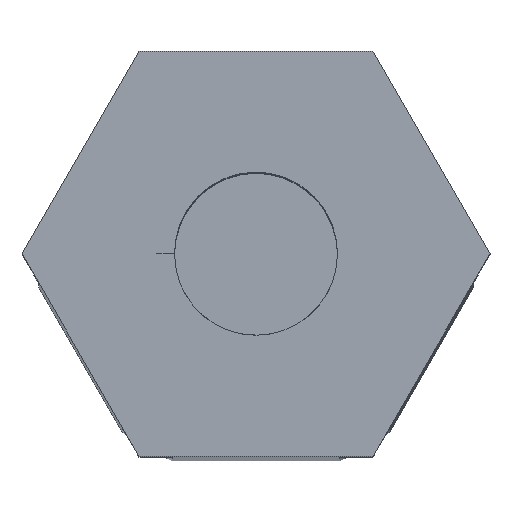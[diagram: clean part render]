
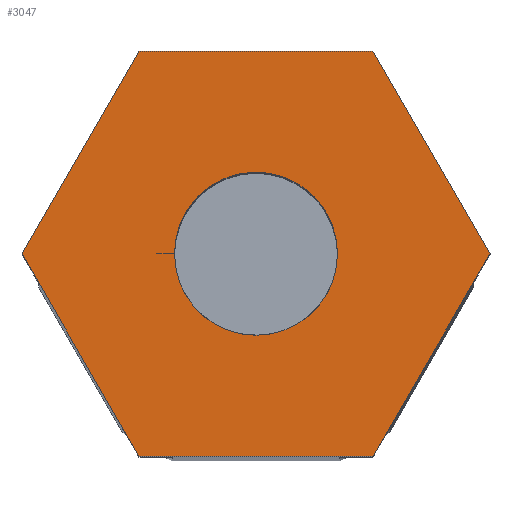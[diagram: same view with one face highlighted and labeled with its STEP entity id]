
A CAD part, top view. The second image highlights one B-rep face of the part: STEP entity #3047.
In plain terms, the highlighted planar face has unit normal (0, 0, 1).
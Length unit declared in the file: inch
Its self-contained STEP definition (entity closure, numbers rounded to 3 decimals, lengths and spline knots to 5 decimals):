
#43 = VECTOR ( 'NONE', #7533, 39.37008 ) ;
#220 = CARTESIAN_POINT ( 'NONE',  ( 0.14434, 0.25, 1.58688 ) ) ;
#335 = CARTESIAN_POINT ( 'NONE',  ( -0.14434, -0.25, 1.58688 ) ) ;
#417 = LINE ( 'NONE', #5143, #43 ) ;
#565 = VERTEX_POINT ( 'NONE', #1809 ) ;
#628 = CARTESIAN_POINT ( 'NONE',  ( 0., 0., 1.58688 ) ) ;
#637 = ORIENTED_EDGE ( 'NONE', *, *, #4885, .T. ) ;
#720 = LINE ( 'NONE', #7266, #5114 ) ;
#754 = FACE_OUTER_BOUND ( 'NONE', #6158, .T. ) ;
#821 = DIRECTION ( 'NONE',  ( 0.5, 0.866, 0. ) ) ;
#891 = CARTESIAN_POINT ( 'NONE',  ( 0.14434, -0.25, 1.58688 ) ) ;
#1062 = EDGE_CURVE ( 'NONE', #565, #4707, #6716, .T. ) ;
#1154 = CARTESIAN_POINT ( 'NONE',  ( -0.28868, 0., 1.58688 ) ) ;
#1267 = AXIS2_PLACEMENT_3D ( 'NONE', #7317, #3778, #6825 ) ;
#1353 = DIRECTION ( 'NONE',  ( -0.5, 0.866, 0. ) ) ;
#1400 = VECTOR ( 'NONE', #821, 39.37008 ) ;
#1486 = ORIENTED_EDGE ( 'NONE', *, *, #1062, .T. ) ;
#1523 = AXIS2_PLACEMENT_3D ( 'NONE', #628, #1900, #5914 ) ;
#1728 = VECTOR ( 'NONE', #1353, 39.37008 ) ;
#1809 = CARTESIAN_POINT ( 'NONE',  ( 0.28868, 0., 1.58688 ) ) ;
#1873 = VERTEX_POINT ( 'NONE', #3787 ) ;
#1900 = DIRECTION ( 'NONE',  ( 0., 0., 1. ) ) ;
#1953 = DIRECTION ( 'NONE',  ( 0., 0., 1. ) ) ;
#2127 = ORIENTED_EDGE ( 'NONE', *, *, #7134, .T. ) ;
#2234 = CARTESIAN_POINT ( 'NONE',  ( 0.1005, 0., 1.58688 ) ) ;
#2286 = LINE ( 'NONE', #5891, #6995 ) ;
#2403 = DIRECTION ( 'NONE',  ( 0.5, -0.866, 0. ) ) ;
#2507 = EDGE_LOOP ( 'NONE', ( #5014, #4315 ) ) ;
#2948 = EDGE_CURVE ( 'NONE', #4707, #5298, #2286, .T. ) ;
#2960 = CARTESIAN_POINT ( 'NONE',  ( 0.28868, 0., 1.58688 ) ) ;
#3047 = ADVANCED_FACE ( 'NONE', ( #6098, #754 ), #5413, .T. ) ;
#3101 = CARTESIAN_POINT ( 'NONE',  ( 0., 0., 1.58688 ) ) ;
#3595 = VERTEX_POINT ( 'NONE', #891 ) ;
#3778 = DIRECTION ( 'NONE',  ( 0., 0., 1. ) ) ;
#3787 = CARTESIAN_POINT ( 'NONE',  ( -0.1005, 0., 1.58688 ) ) ;
#3943 = EDGE_CURVE ( 'NONE', #5761, #3595, #720, .T. ) ;
#4206 = CARTESIAN_POINT ( 'NONE',  ( -0.28868, 0., 1.58688 ) ) ;
#4313 = DIRECTION ( 'NONE',  ( 1., 0., 0. ) ) ;
#4315 = ORIENTED_EDGE ( 'NONE', *, *, #5542, .F. ) ;
#4420 = ORIENTED_EDGE ( 'NONE', *, *, #2948, .T. ) ;
#4707 = VERTEX_POINT ( 'NONE', #220 ) ;
#4885 = EDGE_CURVE ( 'NONE', #5298, #5964, #417, .T. ) ;
#4917 = LINE ( 'NONE', #4206, #5990 ) ;
#5014 = ORIENTED_EDGE ( 'NONE', *, *, #6246, .F. ) ;
#5093 = CARTESIAN_POINT ( 'NONE',  ( -0.14434, 0.25, 1.58688 ) ) ;
#5114 = VECTOR ( 'NONE', #7185, 39.37008 ) ;
#5143 = CARTESIAN_POINT ( 'NONE',  ( -0.14434, 0.25, 1.58688 ) ) ;
#5294 = VERTEX_POINT ( 'NONE', #2234 ) ;
#5298 = VERTEX_POINT ( 'NONE', #5093 ) ;
#5413 = PLANE ( 'NONE',  #6759 ) ;
#5542 = EDGE_CURVE ( 'NONE', #5294, #1873, #6006, .T. ) ;
#5761 = VERTEX_POINT ( 'NONE', #335 ) ;
#5819 = EDGE_CURVE ( 'NONE', #3595, #565, #6127, .T. ) ;
#5868 = CIRCLE ( 'NONE', #1267, 0.1005 ) ;
#5891 = CARTESIAN_POINT ( 'NONE',  ( 0.14434, 0.25, 1.58688 ) ) ;
#5914 = DIRECTION ( 'NONE',  ( 1., 0., 0. ) ) ;
#5964 = VERTEX_POINT ( 'NONE', #1154 ) ;
#5990 = VECTOR ( 'NONE', #2403, 39.37008 ) ;
#6006 = CIRCLE ( 'NONE', #1523, 0.1005 ) ;
#6098 = FACE_BOUND ( 'NONE', #2507, .T. ) ;
#6127 = LINE ( 'NONE', #7371, #1400 ) ;
#6158 = EDGE_LOOP ( 'NONE', ( #6951, #6783, #1486, #4420, #637, #2127 ) ) ;
#6246 = EDGE_CURVE ( 'NONE', #1873, #5294, #5868, .T. ) ;
#6716 = LINE ( 'NONE', #2960, #1728 ) ;
#6759 = AXIS2_PLACEMENT_3D ( 'NONE', #3101, #1953, #4313 ) ;
#6783 = ORIENTED_EDGE ( 'NONE', *, *, #5819, .T. ) ;
#6825 = DIRECTION ( 'NONE',  ( 1., 0., 0. ) ) ;
#6951 = ORIENTED_EDGE ( 'NONE', *, *, #3943, .T. ) ;
#6995 = VECTOR ( 'NONE', #7661, 39.37008 ) ;
#7134 = EDGE_CURVE ( 'NONE', #5964, #5761, #4917, .T. ) ;
#7185 = DIRECTION ( 'NONE',  ( 1., 0., 0. ) ) ;
#7266 = CARTESIAN_POINT ( 'NONE',  ( -0.14434, -0.25, 1.58688 ) ) ;
#7317 = CARTESIAN_POINT ( 'NONE',  ( 0., 0., 1.58688 ) ) ;
#7371 = CARTESIAN_POINT ( 'NONE',  ( 0.14434, -0.25, 1.58688 ) ) ;
#7533 = DIRECTION ( 'NONE',  ( -0.5, -0.866, 0. ) ) ;
#7661 = DIRECTION ( 'NONE',  ( -1., 0., 0. ) ) ;
